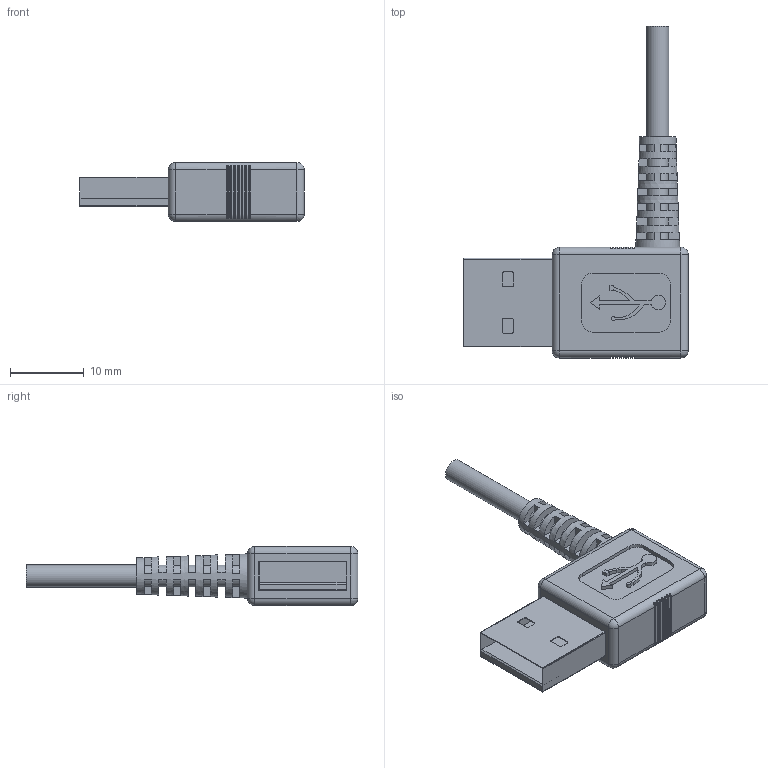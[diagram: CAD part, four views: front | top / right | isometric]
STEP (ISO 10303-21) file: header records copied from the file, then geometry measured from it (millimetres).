
FILE_DESCRIPTION(/* description */ (''),/* implementation_level */ '2;1');
FILE_NAME(/* name */ 'usb 3 rt angle type A_v2.step',/* time_stamp */ '2023-01-28T13:11:47-08:00',/* author */ (''),/* organization */ (''),/* preprocessor_version */ 'ST-DEVELOPER v19.2',/* originating_system */ 'Autodesk Translation Framework v11.17.0.187',/* authorisation */ '');
FILE_SCHEMA (('AUTOMOTIVE_DESIGN { 1 0 10303 214 3 1 1 }'));
Length unit declared in the file: millimetre
Products named in the file (1): usb 3 rt angle type A
Bounding box: 30.46 x 45 x 8 mm (x, y, z)
Volume: 2679.1 mm3; surface area: 2786 mm2
Topology: 4 solids, 4 shells, 315 faces, 839 edges, 546 vertices
Faces by surface type: plane 213, cylinder 93, sphere 8, cone 1
Full cylindrical faces by diameter (mm): 3 x1
Entity records: 10310 total; most frequent: CARTESIAN_POINT 2309, ORIENTED_EDGE 1662, DIRECTION 1645, EDGE_CURVE 831, AXIS2_PLACEMENT_3D 554, VERTEX_POINT 546, LINE 537, VECTOR 537
